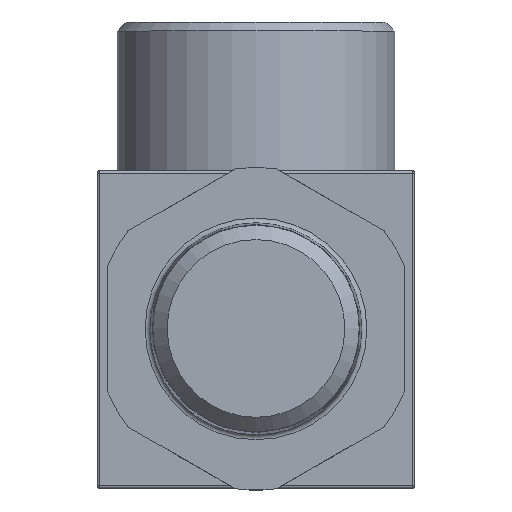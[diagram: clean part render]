
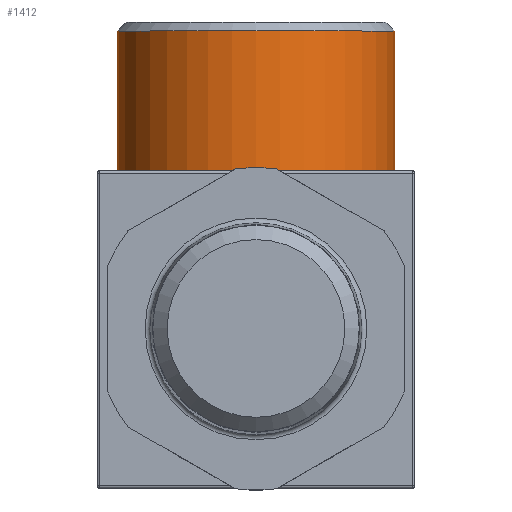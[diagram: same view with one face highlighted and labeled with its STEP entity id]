
A CAD part, top view. The second image highlights one B-rep face of the part: STEP entity #1412.
In plain terms, the highlighted cylindrical face has radius 14 mm (diameter 28 mm), a full revolution.
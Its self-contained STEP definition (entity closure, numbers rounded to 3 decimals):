
#55=CYLINDRICAL_SURFACE('',#1639,14.);
#201=CIRCLE('',#1628,14.);
#204=CIRCLE('',#1637,14.);
#288=FACE_OUTER_BOUND('',#380,.T.);
#380=EDGE_LOOP('',(#1202,#1203,#1204,#1205));
#452=LINE('',#2676,#508);
#508=VECTOR('',#2104,14.);
#630=VERTEX_POINT('',#2659);
#633=VERTEX_POINT('',#2671);
#820=EDGE_CURVE('',#630,#630,#201,.T.);
#824=EDGE_CURVE('',#633,#633,#204,.T.);
#825=EDGE_CURVE('',#633,#630,#452,.T.);
#1202=ORIENTED_EDGE('',*,*,#824,.F.);
#1203=ORIENTED_EDGE('',*,*,#825,.T.);
#1204=ORIENTED_EDGE('',*,*,#820,.F.);
#1205=ORIENTED_EDGE('',*,*,#825,.F.);
#1412=ADVANCED_FACE('',(#288),#55,.T.);
#1628=AXIS2_PLACEMENT_3D('',#2660,#2079,#2080);
#1637=AXIS2_PLACEMENT_3D('',#2673,#2098,#2099);
#1639=AXIS2_PLACEMENT_3D('',#2675,#2102,#2103);
#2079=DIRECTION('center_axis',(0.,-1.,0.));
#2080=DIRECTION('ref_axis',(-1.,0.,0.));
#2098=DIRECTION('center_axis',(0.,1.,0.));
#2099=DIRECTION('ref_axis',(-1.,0.,0.));
#2102=DIRECTION('center_axis',(0.,1.,0.));
#2103=DIRECTION('ref_axis',(-1.,0.,0.));
#2104=DIRECTION('',(0.,-1.,0.));
#2659=CARTESIAN_POINT('',(14.,16.,16.));
#2660=CARTESIAN_POINT('Origin',(0.,16.,16.));
#2671=CARTESIAN_POINT('',(14.,30.1,16.));
#2673=CARTESIAN_POINT('Origin',(0.,30.1,16.));
#2675=CARTESIAN_POINT('Origin',(0.,16.,16.));
#2676=CARTESIAN_POINT('',(14.,16.,16.));
